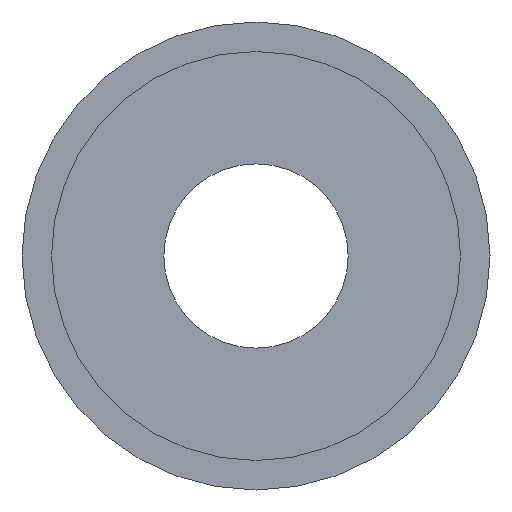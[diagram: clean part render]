
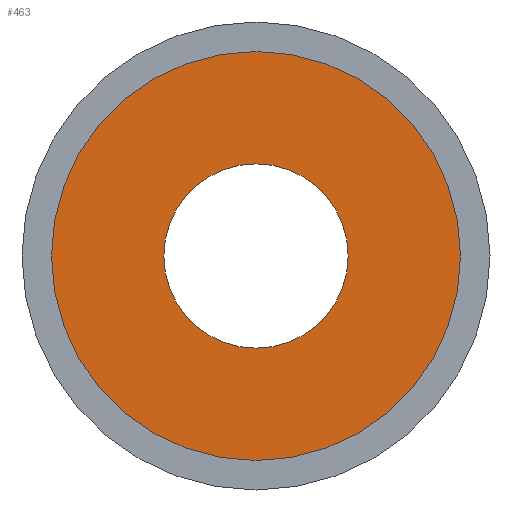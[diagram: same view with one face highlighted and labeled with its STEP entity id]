
A CAD part, front view. The second image highlights one B-rep face of the part: STEP entity #463.
In plain terms, the highlighted planar face has unit normal (0, -1, 0).
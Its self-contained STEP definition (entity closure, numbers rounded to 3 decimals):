
#23 = DIRECTION ( 'NONE',  ( 0., 1., 0. ) ) ;
#30 = ORIENTED_EDGE ( 'NONE', *, *, #561, .T. ) ;
#51 = CARTESIAN_POINT ( 'NONE',  ( 5., 6.5, 0. ) ) ;
#55 = DIRECTION ( 'NONE',  ( -1., 0., 0. ) ) ;
#59 = EDGE_CURVE ( 'NONE', #60, #207, #167, .T. ) ;
#60 = VERTEX_POINT ( 'NONE', #355 ) ;
#111 = EDGE_LOOP ( 'NONE', ( #214, #322 ) ) ;
#143 = DIRECTION ( 'NONE',  ( -1., 0., 0. ) ) ;
#165 = DIRECTION ( 'NONE',  ( 0., 1., 0. ) ) ;
#167 = CIRCLE ( 'NONE', #396, 11.7 ) ;
#179 = DIRECTION ( 'NONE',  ( 0., 1., 0. ) ) ;
#185 = VERTEX_POINT ( 'NONE', #51 ) ;
#207 = VERTEX_POINT ( 'NONE', #469 ) ;
#214 = ORIENTED_EDGE ( 'NONE', *, *, #59, .F. ) ;
#253 = DIRECTION ( 'NONE',  ( -1., 0., 0. ) ) ;
#258 = EDGE_CURVE ( 'NONE', #444, #185, #430, .T. ) ;
#304 = EDGE_LOOP ( 'NONE', ( #545, #30 ) ) ;
#322 = ORIENTED_EDGE ( 'NONE', *, *, #562, .F. ) ;
#355 = CARTESIAN_POINT ( 'NONE',  ( -11.7, 6.5, 0. ) ) ;
#361 = FACE_BOUND ( 'NONE', #304, .T. ) ;
#366 = AXIS2_PLACEMENT_3D ( 'NONE', #619, #165, #488 ) ;
#375 = DIRECTION ( 'NONE',  ( 0., 1., 0. ) ) ;
#381 = CARTESIAN_POINT ( 'NONE',  ( 0., 6.5, 0. ) ) ;
#384 = DIRECTION ( 'NONE',  ( -1., 0., 0. ) ) ;
#391 = CIRCLE ( 'NONE', #471, 5. ) ;
#396 = AXIS2_PLACEMENT_3D ( 'NONE', #381, #179, #143 ) ;
#412 = FACE_OUTER_BOUND ( 'NONE', #111, .T. ) ;
#430 = CIRCLE ( 'NONE', #366, 5. ) ;
#440 = AXIS2_PLACEMENT_3D ( 'NONE', #606, #375, #55 ) ;
#442 = PLANE ( 'NONE',  #557 ) ;
#444 = VERTEX_POINT ( 'NONE', #556 ) ;
#457 = CIRCLE ( 'NONE', #440, 11.7 ) ;
#463 = ADVANCED_FACE ( 'NONE', ( #412, #361 ), #442, .F. ) ;
#469 = CARTESIAN_POINT ( 'NONE',  ( 11.7, 6.5, 0. ) ) ;
#471 = AXIS2_PLACEMENT_3D ( 'NONE', #511, #555, #384 ) ;
#488 = DIRECTION ( 'NONE',  ( -1., 0., 0. ) ) ;
#511 = CARTESIAN_POINT ( 'NONE',  ( 0., 6.5, 0. ) ) ;
#545 = ORIENTED_EDGE ( 'NONE', *, *, #258, .T. ) ;
#555 = DIRECTION ( 'NONE',  ( 0., 1., 0. ) ) ;
#556 = CARTESIAN_POINT ( 'NONE',  ( -5., 6.5, 0. ) ) ;
#557 = AXIS2_PLACEMENT_3D ( 'NONE', #577, #23, #253 ) ;
#561 = EDGE_CURVE ( 'NONE', #185, #444, #391, .T. ) ;
#562 = EDGE_CURVE ( 'NONE', #207, #60, #457, .T. ) ;
#577 = CARTESIAN_POINT ( 'NONE',  ( 5., 6.5, 0. ) ) ;
#606 = CARTESIAN_POINT ( 'NONE',  ( 0., 6.5, 0. ) ) ;
#619 = CARTESIAN_POINT ( 'NONE',  ( 0., 6.5, 0. ) ) ;
